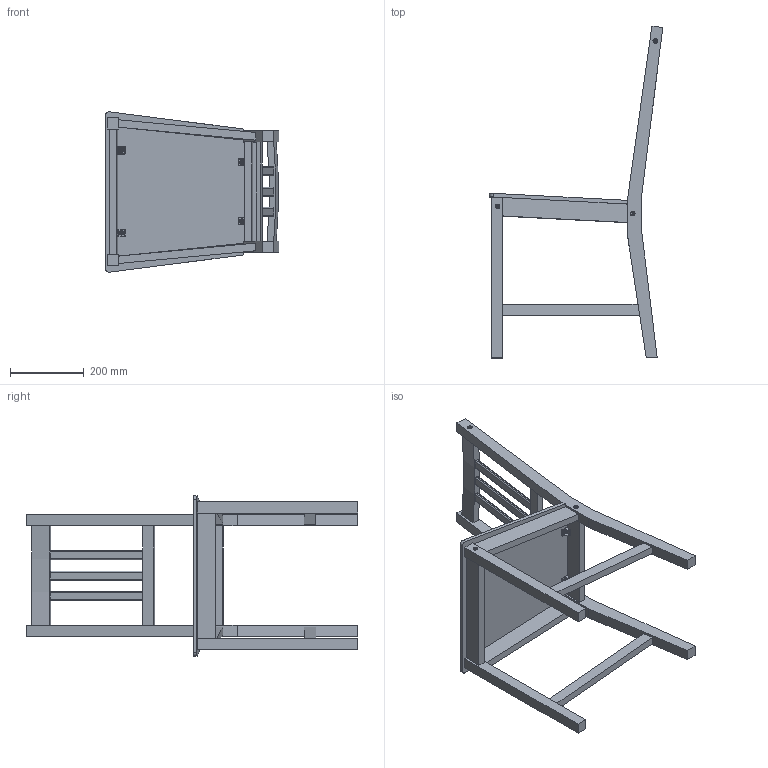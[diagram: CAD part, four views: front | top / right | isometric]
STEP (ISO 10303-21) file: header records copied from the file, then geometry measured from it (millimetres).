
FILE_DESCRIPTION (( 'STEP AP203' ), '1' );
FILE_NAME ('8page_scene_6.STEP', '2020-04-02T07:29:24', ( '' ), ( '' ), 'SwSTEP 2.0', 'SolidWorks 2014', '' );
FILE_SCHEMA (( 'CONFIG_CONTROL_DESIGN' ));
Length unit declared in the file: millimetre
Products named in the file (11): chair braket(4ea); chair part2; chair part4; 8page_scene_6; chair part5; chair part1; chair part3; 渠蘆 犒餌chair part5; pan head cross recess screw_iso(4ea); countersunk flat head cross recess screw_iso(6ea); chair pin(14ea)
Assembly tree (34 placements, depth 2):
  8page_scene_6
    渠蘆 犒餌chair part5
    chair pin(14ea)  x14
    chair part4
    chair part5
    countersunk flat head cross recess screw_iso(6ea)  x6
    chair part3
    chair part2
    chair part1
    chair braket(4ea)  x4
    pan head cross recess screw_iso(4ea)  x4
Bounding box: 471.16 x 900.57 x 435.4 mm (x, y, z)
Volume: 6545904.2 mm3; surface area: 1084519.2 mm2
Topology: 34 solids, 34 shells, 839 faces, 1991 edges, 1240 vertices
Faces by surface type: plane 398, cylinder 233, cone 160, torus 20, bspline 20, sphere 8
Entity records: 12944 total; most frequent: CARTESIAN_POINT 2079, DIRECTION 2034, ORIENTED_EDGE 1764, EDGE_CURVE 882, AXIS2_PLACEMENT_3D 773, VERTEX_POINT 570, VECTOR 488, LINE 488
